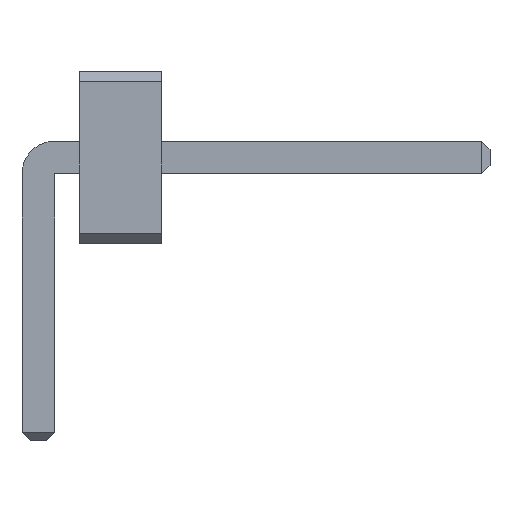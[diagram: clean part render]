
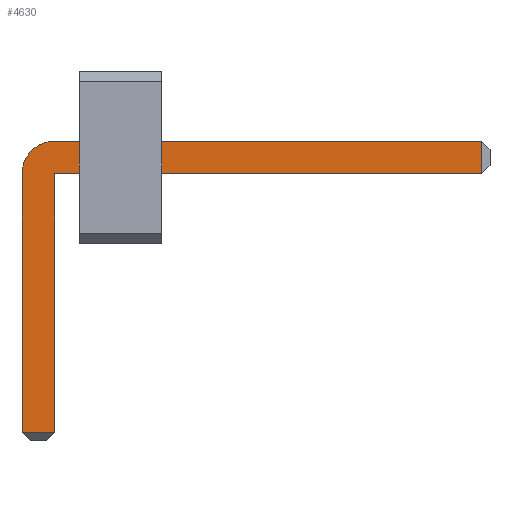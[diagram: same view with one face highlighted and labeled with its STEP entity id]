
A CAD part, front view. The second image highlights one B-rep face of the part: STEP entity #4630.
In plain terms, the highlighted planar face has unit normal (0, -1, 0).
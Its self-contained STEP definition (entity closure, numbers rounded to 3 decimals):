
#13=DIRECTION('',(0.,0.,1.));
#27=VECTOR('',#28,1.);
#28=DIRECTION('',(1.,0.,0.));
#2095=VECTOR('',#13,1.);
#4404=DIRECTION('',(0.,0.,-1.));
#4441=VECTOR('',#4404,1.);
#4448=VECTOR('',#4449,1.);
#4449=DIRECTION('',(-1.,0.,0.));
#4470=DIRECTION('',(-0.,1.,0.));
#4474=DIRECTION('',(0.,1.,0.));
#4475=DIRECTION('',(1.,0.,0.));
#4482=VERTEX_POINT('',#4483);
#4483=CARTESIAN_POINT('',(0.2,-44.65,1.25));
#4485=ORIENTED_EDGE('',*,*,#4486,.T.);
#4486=EDGE_CURVE('',#4482,#4487,#4489,.T.);
#4487=VERTEX_POINT('',#4488);
#4488=CARTESIAN_POINT('',(5.4,-44.65,1.25));
#4489=LINE('',#4490,#27);
#4490=CARTESIAN_POINT('',(-0.2,-44.65,1.25));
#4526=EDGE_CURVE('',#4527,#4482,#4529,.T.);
#4527=VERTEX_POINT('',#4528);
#4528=CARTESIAN_POINT('',(-0.2,-44.65,0.85));
#4529=CIRCLE('',#4530,0.4);
#4530=AXIS2_PLACEMENT_3D('',#4531,#4470,#4404);
#4531=CARTESIAN_POINT('',(0.2,-44.65,0.85));
#4543=VERTEX_POINT('',#4544);
#4544=CARTESIAN_POINT('',(5.4,-44.65,0.85));
#4546=ORIENTED_EDGE('',*,*,#4547,.T.);
#4547=EDGE_CURVE('',#4543,#4548,#4549,.T.);
#4548=VERTEX_POINT('',#4531);
#4549=LINE('',#4550,#4448);
#4550=CARTESIAN_POINT('',(5.5,-44.65,0.85));
#4562=VERTEX_POINT('',#4563);
#4563=CARTESIAN_POINT('',(-0.2,-44.65,-2.3));
#4565=ORIENTED_EDGE('',*,*,#4566,.T.);
#4566=EDGE_CURVE('',#4562,#4527,#4567,.T.);
#4567=LINE('',#4568,#2095);
#4568=CARTESIAN_POINT('',(-0.2,-44.65,-2.4));
#4576=ORIENTED_EDGE('',*,*,#4577,.T.);
#4577=EDGE_CURVE('',#4548,#4578,#4580,.T.);
#4578=VERTEX_POINT('',#4579);
#4579=CARTESIAN_POINT('',(0.2,-44.65,-2.3));
#4580=LINE('',#4531,#4441);
#4630=ADVANCED_FACE('',(#4631),#4640,.F.);
#4631=FACE_BOUND('',#4632,.F.);
#4632=EDGE_LOOP('',(#4485,#4633,#4546,#4576,#4636,#4565,#4639));
#4633=ORIENTED_EDGE('',*,*,#4634,.T.);
#4634=EDGE_CURVE('',#4487,#4543,#4635,.T.);
#4635=LINE('',#4488,#4441);
#4636=ORIENTED_EDGE('',*,*,#4637,.T.);
#4637=EDGE_CURVE('',#4578,#4562,#4638,.T.);
#4638=LINE('',#4579,#4448);
#4639=ORIENTED_EDGE('',*,*,#4526,.T.);
#4640=PLANE('',#4641);
#4641=AXIS2_PLACEMENT_3D('',#4642,#4474,#4475);
#4642=CARTESIAN_POINT('',(1.729,-44.65,0.346));
